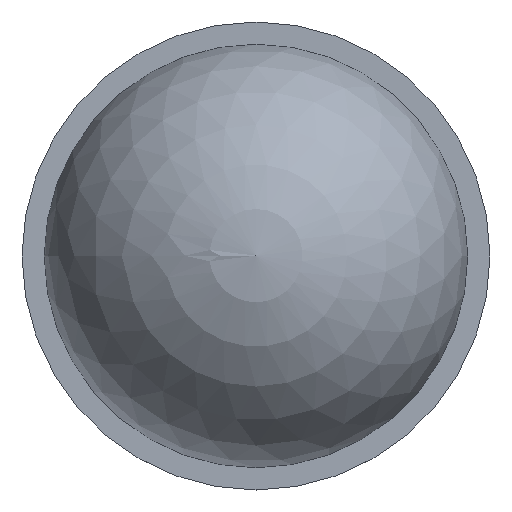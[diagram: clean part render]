
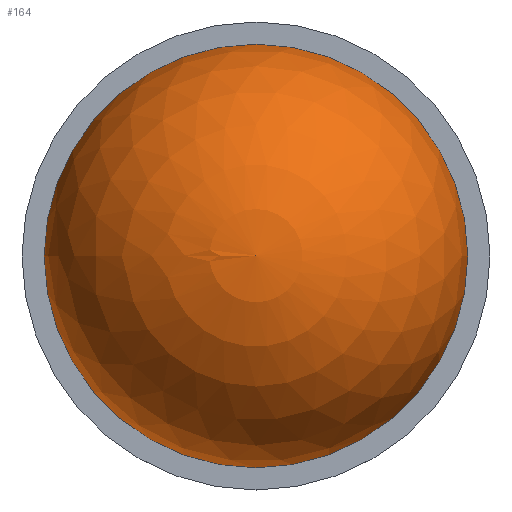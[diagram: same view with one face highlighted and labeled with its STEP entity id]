
A CAD part, top view. The second image highlights one B-rep face of the part: STEP entity #164.
In plain terms, the highlighted spherical face has radius 6.2 mm.
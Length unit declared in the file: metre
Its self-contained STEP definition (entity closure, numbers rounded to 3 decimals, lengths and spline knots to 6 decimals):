
#46=SPHERICAL_SURFACE('',#206,0.0062);
#65=ORIENTED_EDGE('',*,*,#94,.F.);
#94=EDGE_CURVE('',#111,#111,#124,.T.);
#111=VERTEX_POINT('',#279);
#124=CIRCLE('',#205,0.006199);
#134=EDGE_LOOP('',(#65));
#150=FACE_BOUND('',#134,.T.);
#164=ADVANCED_FACE('',(#150),#46,.T.);
#205=AXIS2_PLACEMENT_3D('',#278,#234,#235);
#206=AXIS2_PLACEMENT_3D('',#280,#236,#237);
#234=DIRECTION('',(0.,0.,-1.));
#235=DIRECTION('',(-1.,0.,0.));
#236=DIRECTION('',(0.,0.,-1.));
#237=DIRECTION('',(-1.,0.,0.));
#278=CARTESIAN_POINT('',(0.00373,0.,0.0121));
#279=CARTESIAN_POINT('',(-0.002469,0.,0.0121));
#280=CARTESIAN_POINT('',(0.00373,0.,0.012));
